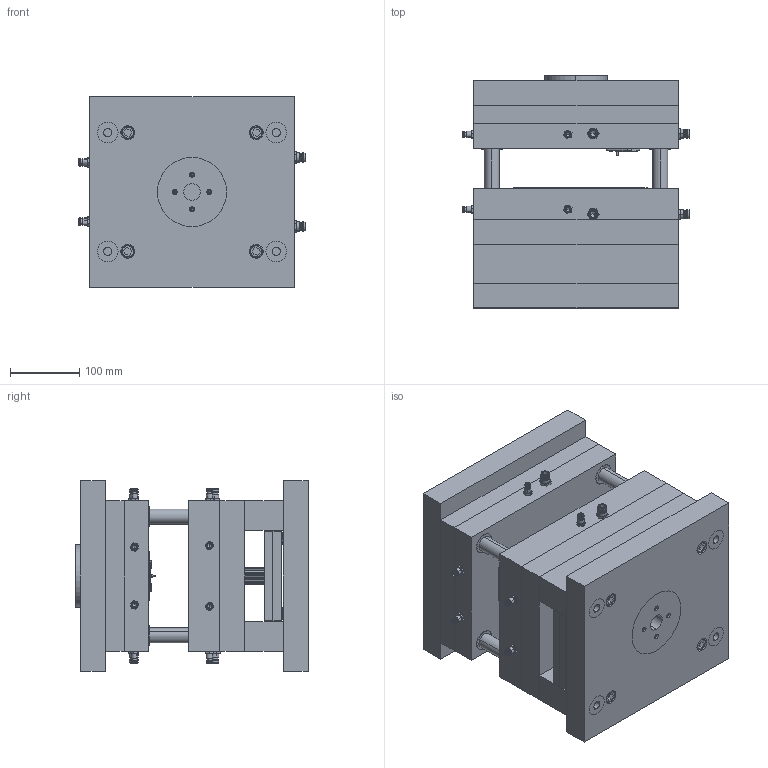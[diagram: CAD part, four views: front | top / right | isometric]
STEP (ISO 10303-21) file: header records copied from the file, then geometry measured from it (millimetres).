
FILE_DESCRIPTION (( 'STEP AP214' ), '1' );
FILE_NAME ('mold_assembly.STEP', '2014-03-02T02:59:20', ( 'Rashiga' ), ( '' ), 'SwSTEP 2.0', 'SolidWorks 2012', '' );
FILE_SCHEMA (( 'AUTOMOTIVE_DESIGN' ));
Length unit declared in the file: millimetre
Products named in the file (36): centering_sleeve_core_z20; centering_sleeve_cavity_z20; nozzle_z81_11; nozzle_z81; ejector_bolt_z31; seating_washer_bolt_z33; locater_ring_bolt_z31; cavity_bolt_z31; core_bolt_z31; guide_pin; guide_bush; seating_washer; ejector_pin; ejector_pin_2; ejector_pin_3; sprue_puller; sprue_bush; locater_ring_sprue; locater_ring_knockout; plate_ejector_retainer; plate_ejector; plate_bottom; spacer; spacer_2; plate_cavity_bottom; plate_core_assembly; insert_core_plug_top; insert_core_plug_bottom_1; plate_core; plate_cavity_assembly; insert_cavity_plug_top; insert_cavity_plug_bottom_1; plate_cavity; plate_cavity_top; plate_top; mold_assembly
Assembly tree (88 placements, depth 3):
  mold_assembly
    plate_top
    plate_cavity_top
    plate_cavity_assembly
      plate_cavity
      insert_cavity_plug_bottom_1
      insert_cavity_plug_top
    plate_core_assembly
      plate_core
      insert_core_plug_bottom_1
      insert_core_plug_top
    plate_cavity_bottom
    spacer_2
    spacer
    plate_bottom
    plate_ejector
    plate_ejector_retainer
    locater_ring_knockout
    locater_ring_sprue
    sprue_bush
    sprue_puller
    ejector_pin_3  x5
    ejector_pin_2  x3
    ejector_pin  x2
    seating_washer  x4
    guide_bush  x4
    guide_pin  x4
    core_bolt_z31  x4
    cavity_bolt_z31  x4
    locater_ring_bolt_z31  x4
    seating_washer_bolt_z33  x4
    ejector_bolt_z31  x4
    nozzle_z81  x10
    nozzle_z81_11  x8
    centering_sleeve_cavity_z20  x4
    centering_sleeve_core_z20  x4
Bounding box: 330 x 336.52 x 276 mm (x, y, z)
Volume: 17023316.6 mm3; surface area: 1981032.3 mm2
Topology: 86 solids, 86 shells, 2198 faces, 5172 edges, 3241 vertices
Faces by surface type: cylinder 917, plane 815, cone 335, torus 120, sphere 9, bspline 2
Entity records: 39551 total; most frequent: CARTESIAN_POINT 7020, DIRECTION 6883, ORIENTED_EDGE 6072, EDGE_CURVE 3036, AXIS2_PLACEMENT_3D 2635, VERTEX_POINT 1963, LINE 1613, VECTOR 1613
